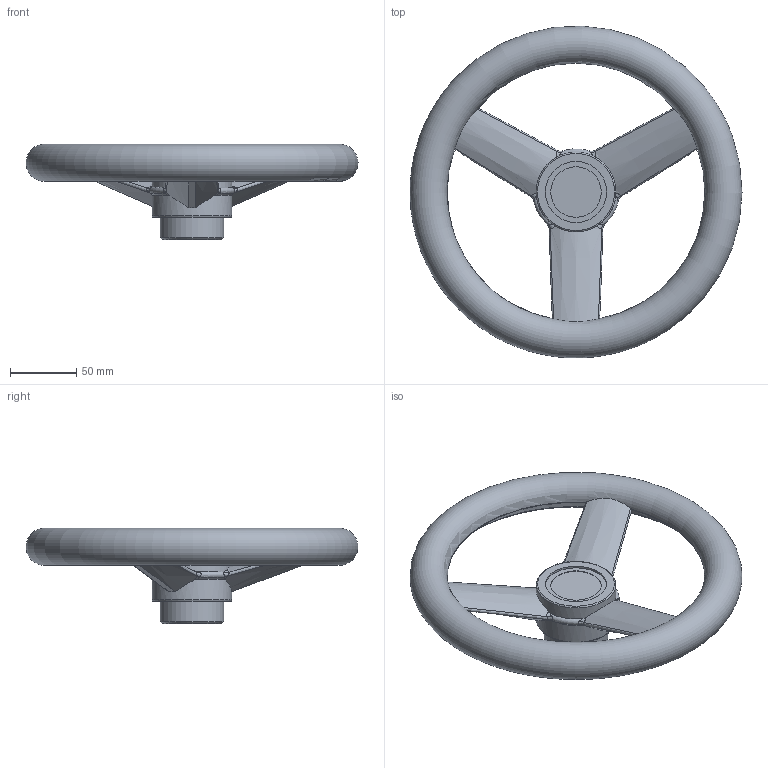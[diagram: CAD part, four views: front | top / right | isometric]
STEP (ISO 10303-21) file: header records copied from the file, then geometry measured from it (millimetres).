
FILE_DESCRIPTION( ( 'Unknown' ), '1' );
FILE_NAME( '6102030_VRA250.stp', 'Unknown', ( 'Unknown' ), ( 'Unknown' ), 'PSStep 10.0', 'Unknown', ' ' );
FILE_SCHEMA( ( 'automotive_design' ) );
Length unit declared in the file: millimetre
Products named in the file (1): 6102030
Bounding box: 249.99 x 249.84 x 71.98 mm (x, y, z)
Volume: 573434.4 mm3; surface area: 97001.2 mm2
Topology: 1 solids, 1 shells, 86 faces, 235 edges, 148 vertices
Faces by surface type: bspline 39, plane 16, torus 14, cylinder 11, cone 6
Full cylindrical faces by diameter (mm): 6 x1, 38 x1, 46 x1, 48 x1, 60 x2
Entity records: 8500 total; most frequent: CARTESIAN_POINT 6055, ORIENTED_EDGE 434, DIRECTION 248, EDGE_CURVE 217, VERTEX_POINT 143, B_SPLINE_CURVE_WITH_KNOTS 133, AXIS2_PLACEMENT_3D 116, EDGE_LOOP 101
